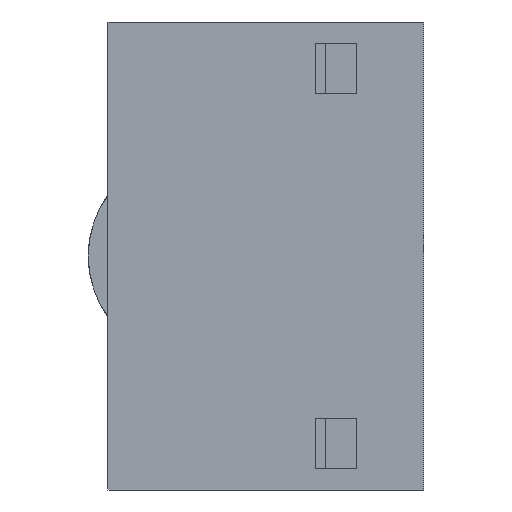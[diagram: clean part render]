
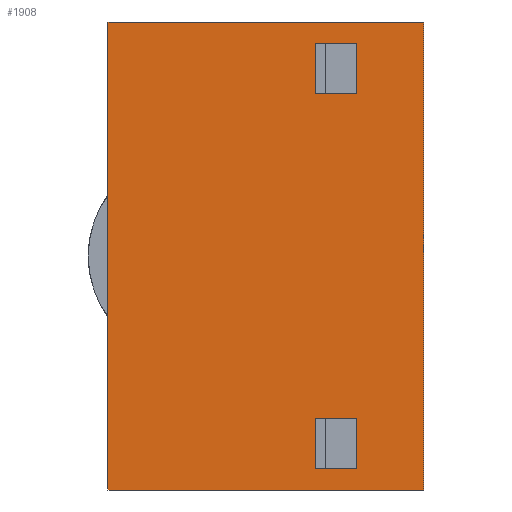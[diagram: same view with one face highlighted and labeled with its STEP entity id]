
A CAD part, left-side view. The second image highlights one B-rep face of the part: STEP entity #1908.
In plain terms, the highlighted planar face has unit normal (-1, 0, 0).
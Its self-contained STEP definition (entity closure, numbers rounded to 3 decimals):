
#184=ORIENTED_EDGE('',*,*,#700,.T.);
#185=ORIENTED_EDGE('',*,*,#682,.T.);
#186=ORIENTED_EDGE('',*,*,#701,.T.);
#187=ORIENTED_EDGE('',*,*,#702,.T.);
#188=ORIENTED_EDGE('',*,*,#703,.T.);
#189=ORIENTED_EDGE('',*,*,#704,.F.);
#190=ORIENTED_EDGE('',*,*,#705,.F.);
#191=ORIENTED_EDGE('',*,*,#706,.T.);
#192=ORIENTED_EDGE('',*,*,#707,.T.);
#193=ORIENTED_EDGE('',*,*,#686,.T.);
#194=ORIENTED_EDGE('',*,*,#708,.T.);
#195=ORIENTED_EDGE('',*,*,#709,.T.);
#682=EDGE_CURVE('',#939,#941,#1130,.T.);
#686=EDGE_CURVE('',#943,#945,#1134,.T.);
#700=EDGE_CURVE('',#957,#939,#1139,.T.);
#701=EDGE_CURVE('',#941,#958,#1140,.T.);
#702=EDGE_CURVE('',#958,#957,#1141,.T.);
#703=EDGE_CURVE('',#959,#960,#1142,.T.);
#704=EDGE_CURVE('',#961,#960,#1143,.T.);
#705=EDGE_CURVE('',#962,#961,#1144,.T.);
#706=EDGE_CURVE('',#962,#959,#1145,.T.);
#707=EDGE_CURVE('',#963,#943,#1146,.T.);
#708=EDGE_CURVE('',#945,#964,#1147,.T.);
#709=EDGE_CURVE('',#964,#963,#1148,.T.);
#939=VERTEX_POINT('',#2849);
#941=VERTEX_POINT('',#2853);
#943=VERTEX_POINT('',#2858);
#945=VERTEX_POINT('',#2862);
#957=VERTEX_POINT('',#2903);
#958=VERTEX_POINT('',#2905);
#959=VERTEX_POINT('',#2908);
#960=VERTEX_POINT('',#2909);
#961=VERTEX_POINT('',#2911);
#962=VERTEX_POINT('',#2913);
#963=VERTEX_POINT('',#2916);
#964=VERTEX_POINT('',#2918);
#1130=LINE('',#2854,#1306);
#1134=LINE('',#2863,#1310);
#1139=LINE('',#2902,#1315);
#1140=LINE('',#2904,#1316);
#1141=LINE('',#2906,#1317);
#1142=LINE('',#2907,#1318);
#1143=LINE('',#2910,#1319);
#1144=LINE('',#2912,#1320);
#1145=LINE('',#2914,#1321);
#1146=LINE('',#2915,#1322);
#1147=LINE('',#2917,#1323);
#1148=LINE('',#2919,#1324);
#1306=VECTOR('',#2259,1000.);
#1310=VECTOR('',#2265,1000.);
#1315=VECTOR('',#2292,1000.);
#1316=VECTOR('',#2293,1000.);
#1317=VECTOR('',#2294,1000.);
#1318=VECTOR('',#2295,1000.);
#1319=VECTOR('',#2296,1000.);
#1320=VECTOR('',#2297,1000.);
#1321=VECTOR('',#2298,1000.);
#1322=VECTOR('',#2299,1000.);
#1323=VECTOR('',#2300,1000.);
#1324=VECTOR('',#2301,1000.);
#1474=EDGE_LOOP('',(#184,#185,#186,#187));
#1475=EDGE_LOOP('',(#188,#189,#190,#191));
#1476=EDGE_LOOP('',(#192,#193,#194,#195));
#1654=FACE_BOUND('',#1474,.T.);
#1655=FACE_BOUND('',#1475,.T.);
#1656=FACE_BOUND('',#1476,.T.);
#1830=PLANE('',#2049);
#1908=ADVANCED_FACE('',(#1654,#1655,#1656),#1830,.F.);
#2049=AXIS2_PLACEMENT_3D('',#2901,#2290,#2291);
#2259=DIRECTION('',(0.,0.,-1.));
#2265=DIRECTION('',(0.,0.,-1.));
#2290=DIRECTION('',(1.,0.,0.));
#2291=DIRECTION('',(0.,0.,-1.));
#2292=DIRECTION('',(0.,-1.,0.));
#2293=DIRECTION('',(0.,1.,0.));
#2294=DIRECTION('',(0.,0.,1.));
#2295=DIRECTION('',(0.,-1.,0.));
#2296=DIRECTION('',(0.,0.,-1.));
#2297=DIRECTION('',(0.,-1.,0.));
#2298=DIRECTION('',(0.,0.,-1.));
#2299=DIRECTION('',(0.,-1.,0.));
#2300=DIRECTION('',(0.,1.,0.));
#2301=DIRECTION('',(0.,0.,1.));
#2849=CARTESIAN_POINT('',(-53.65,7.2,-17.35));
#2853=CARTESIAN_POINT('',(-53.65,7.2,-22.75));
#2854=CARTESIAN_POINT('',(-53.65,7.2,-17.35));
#2858=CARTESIAN_POINT('',(-53.65,7.2,22.75));
#2862=CARTESIAN_POINT('',(-53.65,7.2,17.35));
#2863=CARTESIAN_POINT('',(-53.65,7.2,22.75));
#2901=CARTESIAN_POINT('',(-53.65,33.8,25.05));
#2902=CARTESIAN_POINT('',(-53.65,11.6,-17.35));
#2903=CARTESIAN_POINT('',(-53.65,11.6,-17.35));
#2904=CARTESIAN_POINT('',(-53.65,7.2,-22.75));
#2905=CARTESIAN_POINT('',(-53.65,11.6,-22.75));
#2906=CARTESIAN_POINT('',(-53.65,11.6,-22.75));
#2907=CARTESIAN_POINT('',(-53.65,33.8,-25.05));
#2908=CARTESIAN_POINT('',(-53.65,33.8,-25.05));
#2909=CARTESIAN_POINT('',(-53.65,0.,-25.05));
#2910=CARTESIAN_POINT('',(-53.65,0.,25.05));
#2911=CARTESIAN_POINT('',(-53.65,0.,25.05));
#2912=CARTESIAN_POINT('',(-53.65,33.8,25.05));
#2913=CARTESIAN_POINT('',(-53.65,33.8,25.05));
#2914=CARTESIAN_POINT('',(-53.65,33.8,25.05));
#2915=CARTESIAN_POINT('',(-53.65,11.6,22.75));
#2916=CARTESIAN_POINT('',(-53.65,11.6,22.75));
#2917=CARTESIAN_POINT('',(-53.65,7.2,17.35));
#2918=CARTESIAN_POINT('',(-53.65,11.6,17.35));
#2919=CARTESIAN_POINT('',(-53.65,11.6,17.35));
